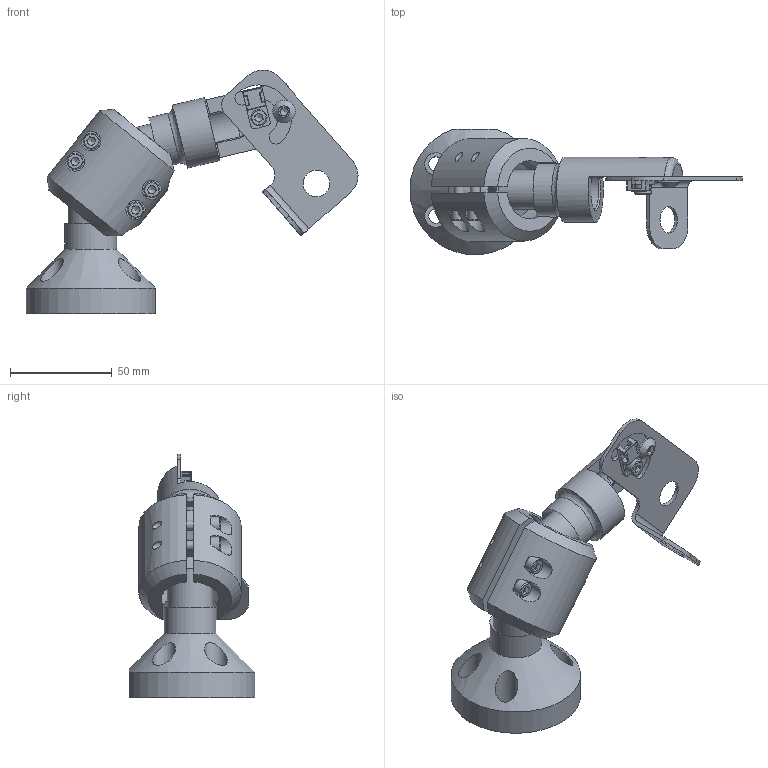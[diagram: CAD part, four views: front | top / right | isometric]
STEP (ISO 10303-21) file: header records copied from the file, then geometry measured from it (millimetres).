
FILE_DESCRIPTION (( 'STEP AP214' ), '1' );
FILE_NAME ('AFSB-SBKIT-12.STEP', '2023-12-13T18:39:03', ( '' ), ( '' ), 'SwSTEP 2.0', 'SolidWorks 2023', '' );
FILE_SCHEMA (( 'AUTOMOTIVE_DESIGN' ));
Length unit declared in the file: inch
Products named in the file (1): AFSB-SBKIT-12
Bounding box: 162.76 x 61.59 x 119.59 mm (x, y, z)
Volume: 107577.1 mm3; surface area: 54978.3 mm2
Topology: 12 solids, 12 shells, 294 faces, 730 edges, 461 vertices
Faces by surface type: plane 155, cylinder 89, bspline 26, cone 24
Full cylindrical faces by diameter (mm): 3.797 x5, 4.826 x5, 5.08 x1, 5.105 x1, 5.613 x4, 6.35 x1, 7.137 x4, 7.144 x1, 7.937 x4, 7.938 x1, 11.1 x1, 11.112 x4, 13.097 x2, 19.05 x1, 22.225 x1, 25.4 x2, 31.75 x1
Entity records: 11629 total; most frequent: CARTESIAN_POINT 5074, DIRECTION 1286, ORIENTED_EDGE 1232, EDGE_CURVE 616, AXIS2_PLACEMENT_3D 476, VERTEX_POINT 420, EDGE_LOOP 412, FACE_OUTER_BOUND 335
